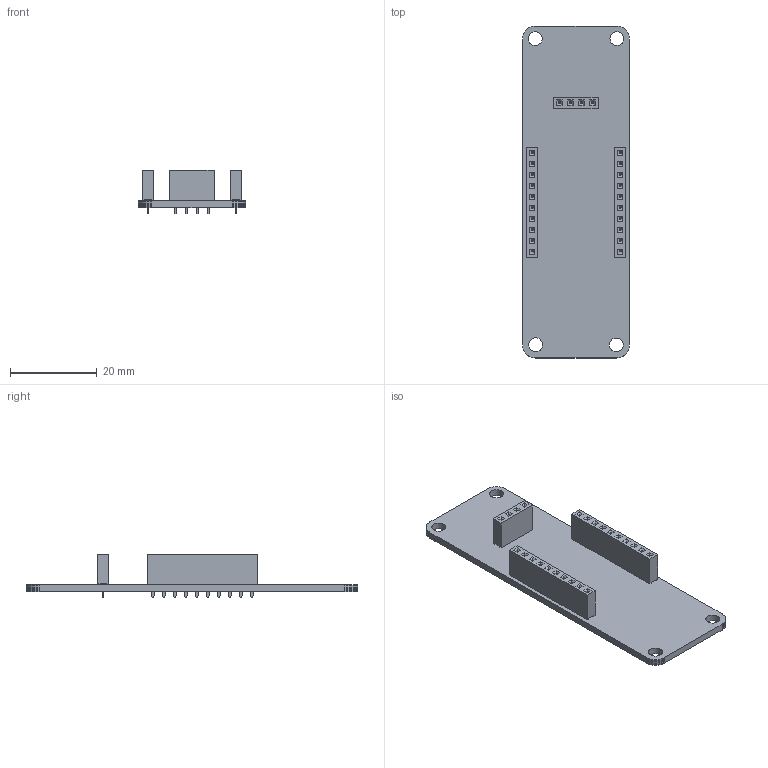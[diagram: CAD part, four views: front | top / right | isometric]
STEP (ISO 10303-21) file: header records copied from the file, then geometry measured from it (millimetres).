
FILE_DESCRIPTION(('KiCad electronic assembly'),'2;1');
FILE_NAME('BDLE-Small-Headers.step','2023-06-21T20:21:34',('Pcbnew'),( 'Kicad'),'Open CASCADE STEP processor 7.6','KiCad to STEP converter' ,'Unknown');
FILE_SCHEMA(('AUTOMOTIVE_DESIGN { 1 0 10303 214 1 1 1 1 }'));
Length unit declared in the file: millimetre
Products named in the file (6): BDLE-Small-Headers 1; PinSocket_1x04_P2.54mm_Vertical; SOLID; PinSocket_1x10_P2.54mm_Vertical; PCB
Assembly tree (6 placements, depth 3):
  BDLE-Small-Headers 1
    PinSocket_1x04_P2.54mm_Vertical
      SOLID
    PinSocket_1x10_P2.54mm_Vertical  x2
      SOLID
    PCB
Bounding box: 24.65 x 76.45 x 10.1 mm (x, y, z)
Volume: 3940.4 mm3; surface area: 5938.4 mm2
Topology: 4 solids, 4 shells, 864 faces, 2256 edges, 1472 vertices
Faces by surface type: plane 836, cylinder 28
Full cylindrical faces by diameter (mm): 1 x24, 3.2 x4
Entity records: 38605 total; most frequent: CARTESIAN_POINT 6119, DIRECTION 5398, LINE 4184, VECTOR 4184, ORIENTED_EDGE 2864, PCURVE 2864, DEFINITIONAL_REPRESENTATION 2864, EDGE_CURVE 1432
